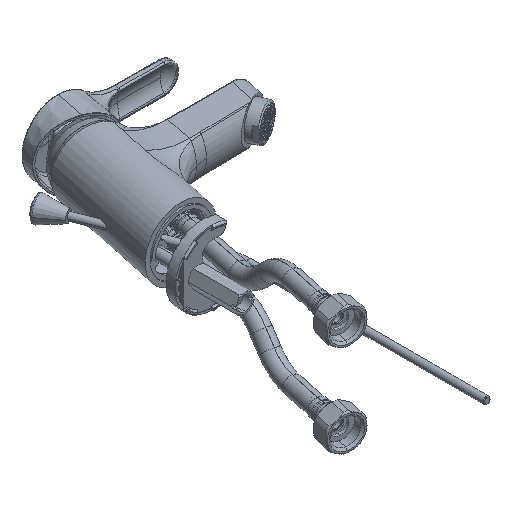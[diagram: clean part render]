
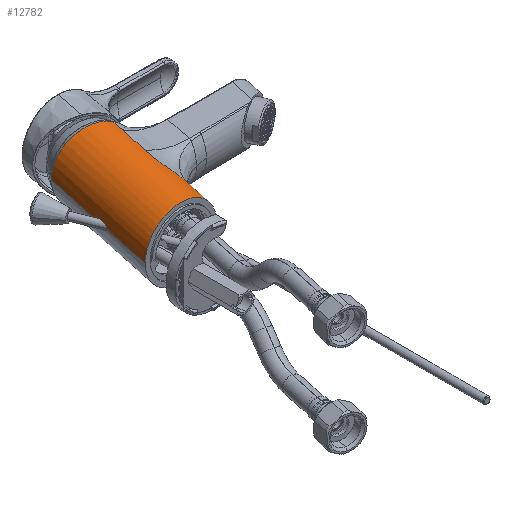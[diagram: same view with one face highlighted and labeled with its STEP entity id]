
A CAD part, isometric view. The second image highlights one B-rep face of the part: STEP entity #12782.
In plain terms, the highlighted cylindrical face has radius 25 mm (diameter 50 mm), a partial arc.
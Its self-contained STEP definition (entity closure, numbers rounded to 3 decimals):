
#2455=CARTESIAN_POINT('',(-16.034,44.81,0.));
#2705=CARTESIAN_POINT('',(29.054,16.444,0.));
#2713=CARTESIAN_POINT('',(29.054,16.444,0.));
#2714=CARTESIAN_POINT('',(29.054,16.444,1.284));
#2715=CARTESIAN_POINT('',(28.881,16.594,3.81));
#2716=CARTESIAN_POINT('',(28.192,17.279,7.36));
#2717=CARTESIAN_POINT('',(27.116,18.487,10.706));
#2718=CARTESIAN_POINT('',(26.252,19.562,12.612));
#2719=CARTESIAN_POINT('',(25.798,20.163,13.5));
#2751=CARTESIAN_POINT('',(17.087,80.39,0.));
#2752=DIRECTION('',(0.208,0.978,0.));
#2753=DIRECTION('',(-0.978,0.208,0.));
#2754=AXIS2_PLACEMENT_3D('',#2751,#2752,#2753);
#2756=DIRECTION('',(-0.208,-0.978,0.));
#2757=VECTOR('',#2756,16.811);
#2758=CARTESIAN_POINT('',(29.054,16.444,0.));
#2759=LINE('',#2758,#2757);
#2760=DIRECTION('',(-0.208,-0.978,0.));
#2761=VECTOR('',#2760,35.976);
#2762=CARTESIAN_POINT('',(-18.079,35.19,0.));
#2763=LINE('',#2762,#2761);
#2764=DIRECTION('',(-0.208,-0.978,0.));
#2765=VECTOR('',#2764,41.689);
#2766=CARTESIAN_POINT('',(-7.366,85.588,
0.));
#2767=LINE('',#2766,#2765);
#2792=DIRECTION('',(-0.208,-0.978,0.));
#2793=VECTOR('',#2792,9.853);
#2794=CARTESIAN_POINT('',(29.115,77.834,21.767));
#2795=LINE('',#2794,#2793);
#4461=CARTESIAN_POINT('',(22.839,48.307,21.767));
#4462=CARTESIAN_POINT('',(22.43,46.39,21.768));
#4463=CARTESIAN_POINT('',(21.774,42.738,21.702));
#4464=CARTESIAN_POINT('',(21.282,37.791,21.384));
#4465=CARTESIAN_POINT('',(21.296,33.408,20.803));
#4466=CARTESIAN_POINT('',(21.749,29.634,19.939));
#4467=CARTESIAN_POINT('',(22.531,26.494,18.788));
#4468=CARTESIAN_POINT('',(23.502,23.961,17.388));
#4469=CARTESIAN_POINT('',(24.618,21.826,15.656));
#4470=CARTESIAN_POINT('',(25.412,20.681,14.257));
#4471=CARTESIAN_POINT('',(25.798,20.163,13.5));
#4486=DIRECTION('',(-0.208,-0.978,0.));
#4487=VECTOR('',#4486,20.333);
#4488=CARTESIAN_POINT('',(27.066,68.196,21.767));
#4489=LINE('',#4488,#4487);
#4607=CARTESIAN_POINT('',(-25.559,0.,0.));
#4608=CARTESIAN_POINT('',(-25.559,0.,
2.946));
#4609=CARTESIAN_POINT('',(-24.467,0.,9.314));
#4610=CARTESIAN_POINT('',(-19.587,0.,16.715));
#4611=CARTESIAN_POINT('',(-14.068,0.,21.083));
#4612=CARTESIAN_POINT('',(-9.437,0.,23.412));
#4613=CARTESIAN_POINT('',(-5.434,0.,24.517));
#4614=CARTESIAN_POINT('',(-2.283,0.,24.935));
#4615=CARTESIAN_POINT('',(0.,0.,25.033));
#4616=CARTESIAN_POINT('',(2.283,0.,24.935));
#4617=CARTESIAN_POINT('',(5.434,0.,24.517));
#4618=CARTESIAN_POINT('',(9.437,0.,23.412));
#4619=CARTESIAN_POINT('',(14.068,0.,21.083));
#4620=CARTESIAN_POINT('',(19.587,0.,16.715));
#4621=CARTESIAN_POINT('',(24.467,0.,9.314));
#4622=CARTESIAN_POINT('',(25.559,0.,2.946));
#4623=CARTESIAN_POINT('',(25.559,0.,0.));
#5071=CARTESIAN_POINT('',(-18.079,35.19,0.));
#5072=CARTESIAN_POINT('',(-18.079,35.19,
0.228));
#5073=CARTESIAN_POINT('',(-18.054,35.277,
0.686));
#5074=CARTESIAN_POINT('',(-17.938,35.691,1.346));
#5075=CARTESIAN_POINT('',(-17.764,36.332,1.896));
#5076=CARTESIAN_POINT('',(-17.541,37.196,2.34));
#5077=CARTESIAN_POINT('',(-17.288,38.241,2.638));
#5078=CARTESIAN_POINT('',(-17.028,39.392,2.77));
#5079=CARTESIAN_POINT('',(-16.79,40.529,2.738));
#5080=CARTESIAN_POINT('',(-16.584,41.588,2.571));
#5081=CARTESIAN_POINT('',(-16.413,42.519,2.301));
#5082=CARTESIAN_POINT('',(-16.277,43.303,1.954));
#5083=CARTESIAN_POINT('',(-16.172,43.937,1.545));
#5084=CARTESIAN_POINT('',(-16.095,44.419,1.083));
#5085=CARTESIAN_POINT('',(-16.045,44.738,
0.555));
#5086=CARTESIAN_POINT('',(-16.034,44.81,
0.186));
#5087=CARTESIAN_POINT('',(-16.034,44.81,0.));
#5428=CARTESIAN_POINT('',(27.066,68.196,21.767));
#5429=CARTESIAN_POINT('',(22.839,48.307,21.767));
#5430=VERTEX_POINT('',#5428);
#5431=VERTEX_POINT('',#5429);
#5432=VERTEX_POINT('',#4471);
#5499=VERTEX_POINT('',#2705);
#5846=VERTEX_POINT('',#4607);
#5847=VERTEX_POINT('',#4623);
#5857=CARTESIAN_POINT('',(-18.079,35.19,0.));
#5858=VERTEX_POINT('',#5857);
#6043=VERTEX_POINT('',#2455);
#6044=CARTESIAN_POINT('',(-7.366,85.588,0.));
#6045=CARTESIAN_POINT('',(29.115,77.834,21.767));
#6046=VERTEX_POINT('',#6044);
#6047=VERTEX_POINT('',#6045);
#12760=CARTESIAN_POINT('',(-2.055,-9.669,0.));
#12761=DIRECTION('',(0.208,0.978,0.));
#12762=DIRECTION('',(0.978,-0.208,0.));
#12763=AXIS2_PLACEMENT_3D('',#12760,#12761,#12762);
#12764=CYLINDRICAL_SURFACE('',#12763,25.);
#12765=ORIENTED_EDGE('',*,*,#12071,.T.);
#12767=ORIENTED_EDGE('',*,*,#12766,.T.);
#12769=ORIENTED_EDGE('',*,*,#12768,.T.);
#12771=ORIENTED_EDGE('',*,*,#12770,.T.);
#12772=ORIENTED_EDGE('',*,*,#12751,.F.);
#12773=ORIENTED_EDGE('',*,*,#12049,.T.);
#12775=ORIENTED_EDGE('',*,*,#12774,.F.);
#12776=ORIENTED_EDGE('',*,*,#12045,.F.);
#12778=ORIENTED_EDGE('',*,*,#12777,.T.);
#12779=ORIENTED_EDGE('',*,*,#12042,.F.);
#12780=EDGE_LOOP('',(#12765,#12767,#12769,#12771,#12772,#12773,#12775,#12776,
#12778,#12779));
#12781=FACE_OUTER_BOUND('',#12780,.F.);
#12782=ADVANCED_FACE('',(#12781),#12764,.T.);
#2720=B_SPLINE_CURVE_WITH_KNOTS('',3,(#2713,#2714,#2715,#2716,#2717,#2718,
#2719),.UNSPECIFIED.,.F.,.F.,(4,1,1,1,4),(0.,0.25,0.5,0.75,1.),
.UNSPECIFIED.);
#2755=CIRCLE('',#2754,25.);
#4472=B_SPLINE_CURVE_WITH_KNOTS('',3,(#4461,#4462,#4463,#4464,#4465,#4466,#4467,
#4468,#4469,#4470,#4471),.UNSPECIFIED.,.F.,.F.,(4,1,1,1,1,1,1,1,4),(0.,
0.125,0.25,0.375,0.5,0.625,0.75,0.875,1.),.UNSPECIFIED.);
#4624=B_SPLINE_CURVE_WITH_KNOTS('',3,(#4607,#4608,#4609,#4610,#4611,#4612,#4613,
#4614,#4615,#4616,#4617,#4618,#4619,#4620,#4621,#4622,#4623),.UNSPECIFIED.,.F.,
.F.,(4,1,1,1,1,1,1,1,1,1,1,1,1,1,4),(0.,0.125,0.25,0.313,0.375,
0.438,0.469,0.5,0.531,0.563,0.625,0.688,0.75,0.875,
1.),.UNSPECIFIED.);
#5088=B_SPLINE_CURVE_WITH_KNOTS('',3,(#5071,#5072,#5073,#5074,#5075,#5076,#5077,
#5078,#5079,#5080,#5081,#5082,#5083,#5084,#5085,#5086,#5087),.UNSPECIFIED.,.F.,
.F.,(4,1,1,1,1,1,1,1,1,1,1,1,1,1,4),(0.,0.071,0.143,
0.214,0.286,0.357,0.429,0.5,
0.571,0.643,0.714,0.786,
0.857,0.929,1.),.UNSPECIFIED.);
#12042=EDGE_CURVE('',#6046,#6043,#2767,.T.);
#12045=EDGE_CURVE('',#5858,#5846,#2763,.T.);
#12049=EDGE_CURVE('',#5499,#5847,#2759,.T.);
#12071=EDGE_CURVE('',#6046,#6047,#2755,.T.);
#12751=EDGE_CURVE('',#5499,#5432,#2720,.T.);
#12766=EDGE_CURVE('',#6047,#5430,#2795,.T.);
#12768=EDGE_CURVE('',#5430,#5431,#4489,.T.);
#12770=EDGE_CURVE('',#5431,#5432,#4472,.T.);
#12774=EDGE_CURVE('',#5846,#5847,#4624,.T.);
#12777=EDGE_CURVE('',#5858,#6043,#5088,.T.);
